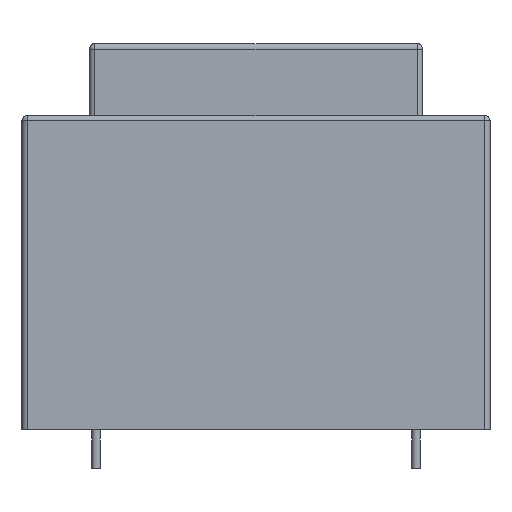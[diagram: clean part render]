
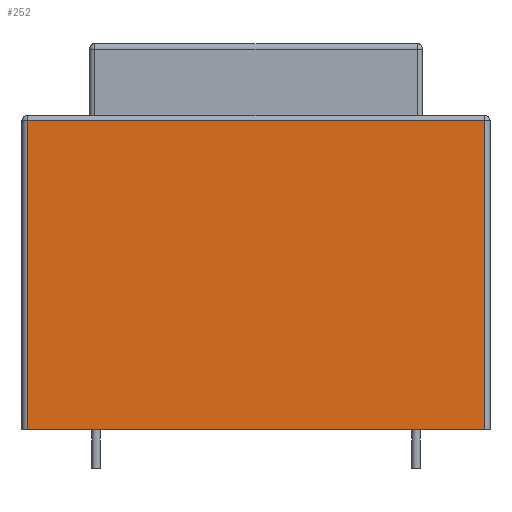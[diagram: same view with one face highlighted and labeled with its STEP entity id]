
A CAD part, front view. The second image highlights one B-rep face of the part: STEP entity #252.
In plain terms, the highlighted planar face has unit normal (0, -1, 0).
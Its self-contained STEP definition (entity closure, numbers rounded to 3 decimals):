
#108 = VERTEX_POINT('',#109);
#109 = CARTESIAN_POINT('',(35.2,-12.6,0.));
#116 = EDGE_CURVE('',#108,#117,#119,.T.);
#117 = VERTEX_POINT('',#118);
#118 = CARTESIAN_POINT('',(-6.2,-12.6,0.));
#119 = LINE('',#120,#121);
#120 = CARTESIAN_POINT('',(35.7,-12.6,0.));
#121 = VECTOR('',#122,1.);
#122 = DIRECTION('',(-1.,0.,0.));
#207 = EDGE_CURVE('',#117,#208,#210,.T.);
#208 = VERTEX_POINT('',#209);
#209 = CARTESIAN_POINT('',(-6.2,-12.6,28.));
#210 = LINE('',#211,#212);
#211 = CARTESIAN_POINT('',(-6.2,-12.6,0.));
#212 = VECTOR('',#213,1.);
#213 = DIRECTION('',(0.,0.,1.));
#252 = ADVANCED_FACE('',(#253),#271,.T.);
#253 = FACE_BOUND('',#254,.T.);
#254 = EDGE_LOOP('',(#255,#256,#264,#270));
#255 = ORIENTED_EDGE('',*,*,#116,.F.);
#256 = ORIENTED_EDGE('',*,*,#257,.T.);
#257 = EDGE_CURVE('',#108,#258,#260,.T.);
#258 = VERTEX_POINT('',#259);
#259 = CARTESIAN_POINT('',(35.2,-12.6,28.));
#260 = LINE('',#261,#262);
#261 = CARTESIAN_POINT('',(35.2,-12.6,0.));
#262 = VECTOR('',#263,1.);
#263 = DIRECTION('',(0.,0.,1.));
#264 = ORIENTED_EDGE('',*,*,#265,.T.);
#265 = EDGE_CURVE('',#258,#208,#266,.T.);
#266 = LINE('',#267,#268);
#267 = CARTESIAN_POINT('',(35.7,-12.6,28.));
#268 = VECTOR('',#269,1.);
#269 = DIRECTION('',(-1.,0.,0.));
#270 = ORIENTED_EDGE('',*,*,#207,.F.);
#271 = PLANE('',#272);
#272 = AXIS2_PLACEMENT_3D('',#273,#274,#275);
#273 = CARTESIAN_POINT('',(35.7,-12.6,0.));
#274 = DIRECTION('',(0.,-1.,0.));
#275 = DIRECTION('',(-1.,0.,0.));
